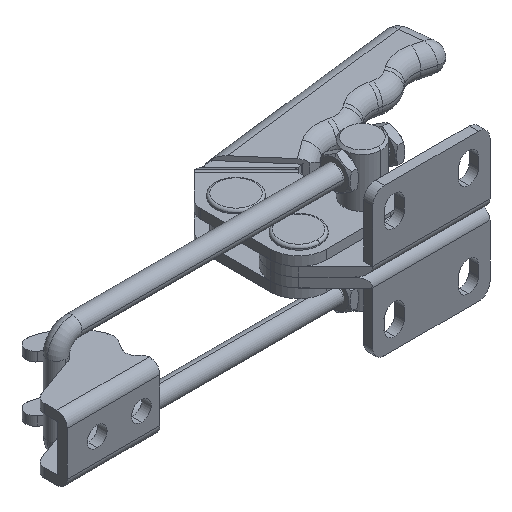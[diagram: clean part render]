
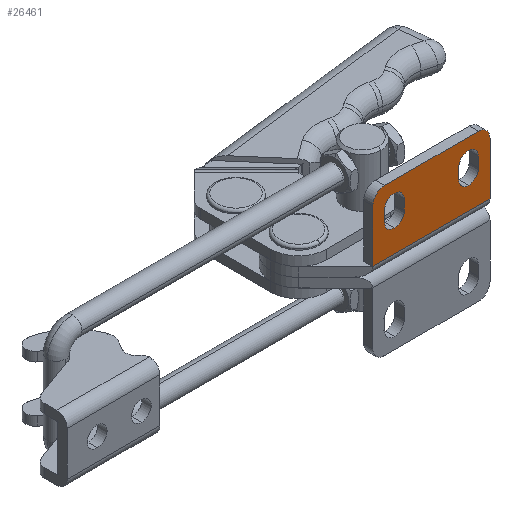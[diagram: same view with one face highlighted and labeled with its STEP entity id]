
A CAD part, isometric view. The second image highlights one B-rep face of the part: STEP entity #26461.
In plain terms, the highlighted planar face has unit normal (0, -1, 0).
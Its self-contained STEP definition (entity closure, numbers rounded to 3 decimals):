
#2313 = ORIENTED_EDGE ( 'NONE', *, *, #4506, .T. ) ;
#2314 = ORIENTED_EDGE ( 'NONE', *, *, #4507, .T. ) ;
#2315 = ORIENTED_EDGE ( 'NONE', *, *, #4508, .F. ) ;
#2316 = ORIENTED_EDGE ( 'NONE', *, *, #6107, .T. ) ;
#2317 = ORIENTED_EDGE ( 'NONE', *, *, #6108, .T. ) ;
#2318 = ORIENTED_EDGE ( 'NONE', *, *, #6109, .T. ) ;
#2319 = ORIENTED_EDGE ( 'NONE', *, *, #6110, .F. ) ;
#2320 = ORIENTED_EDGE ( 'NONE', *, *, #6111, .F. ) ;
#2321 = ORIENTED_EDGE ( 'NONE', *, *, #4340, .F. ) ;
#2322 = ORIENTED_EDGE ( 'NONE', *, *, #6112, .F. ) ;
#2323 = ORIENTED_EDGE ( 'NONE', *, *, #6113, .F. ) ;
#2324 = ORIENTED_EDGE ( 'NONE', *, *, #6114, .F. ) ;
#2325 = ORIENTED_EDGE ( 'NONE', *, *, #6115, .F. ) ;
#2326 = ORIENTED_EDGE ( 'NONE', *, *, #4344, .F. ) ;
#2327 = ORIENTED_EDGE ( 'NONE', *, *, #6116, .F. ) ;
#2328 = ORIENTED_EDGE ( 'NONE', *, *, #6117, .F. ) ;
#3296 = EDGE_LOOP ( 'NONE', ( #2319, #2320, #2321, #2322, #2323 ) ) ;
#3297 = EDGE_LOOP ( 'NONE', ( #2324, #2325, #2326, #2327, #2328 ) ) ;
#3304 = EDGE_LOOP ( 'NONE', ( #2313, #2314, #2315, #2316, #2317, #2318 ) ) ;
#4340 = EDGE_CURVE ( 'NONE', #5076, #5077, #7551, .T. ) ;
#4344 = EDGE_CURVE ( 'NONE', #5080, #5081, #7557, .T. ) ;
#4506 = EDGE_CURVE ( 'NONE', #5218, #5158, #12806, .T. ) ;
#4507 = EDGE_CURVE ( 'NONE', #5158, #5229, #12839, .T. ) ;
#4508 = EDGE_CURVE ( 'NONE', #5213, #5229, #12841, .T. ) ;
#5076 = VERTEX_POINT ( 'NONE', #14790 ) ;
#5077 = VERTEX_POINT ( 'NONE', #14791 ) ;
#5080 = VERTEX_POINT ( 'NONE', #14794 ) ;
#5081 = VERTEX_POINT ( 'NONE', #14795 ) ;
#5158 = VERTEX_POINT ( 'NONE', #14872 ) ;
#5213 = VERTEX_POINT ( 'NONE', #14927 ) ;
#5218 = VERTEX_POINT ( 'NONE', #14932 ) ;
#5221 = VERTEX_POINT ( 'NONE', #14935 ) ;
#5229 = VERTEX_POINT ( 'NONE', #14943 ) ;
#5230 = VERTEX_POINT ( 'NONE', #14944 ) ;
#5231 = VERTEX_POINT ( 'NONE', #14945 ) ;
#5232 = VERTEX_POINT ( 'NONE', #14946 ) ;
#5233 = VERTEX_POINT ( 'NONE', #14947 ) ;
#5234 = VERTEX_POINT ( 'NONE', #14948 ) ;
#5235 = VERTEX_POINT ( 'NONE', #14949 ) ;
#5236 = VERTEX_POINT ( 'NONE', #14950 ) ;
#6107 = EDGE_CURVE ( 'NONE', #5213, #5231, #13461, .T. ) ;
#6108 = EDGE_CURVE ( 'NONE', #5231, #5232, #13463, .T. ) ;
#6109 = EDGE_CURVE ( 'NONE', #5232, #5218, #13464, .T. ) ;
#6110 = EDGE_CURVE ( 'NONE', #5221, #5233, #13466, .T. ) ;
#6111 = EDGE_CURVE ( 'NONE', #5077, #5221, #13452, .T. ) ;
#6112 = EDGE_CURVE ( 'NONE', #5230, #5076, #13468, .T. ) ;
#6113 = EDGE_CURVE ( 'NONE', #5233, #5230, #13467, .T. ) ;
#6114 = EDGE_CURVE ( 'NONE', #5235, #5236, #13470, .T. ) ;
#6115 = EDGE_CURVE ( 'NONE', #5081, #5235, #13471, .T. ) ;
#6116 = EDGE_CURVE ( 'NONE', #5234, #5080, #13474, .T. ) ;
#6117 = EDGE_CURVE ( 'NONE', #5236, #5234, #13473, .T. ) ;
#7551 = CIRCLE ( 'NONE', #7665, 4.25 ) ;
#7557 = CIRCLE ( 'NONE', #7667, 4.25 ) ;
#7665 = AXIS2_PLACEMENT_3D ( 'NONE', #11770, #11771, #11772 ) ;
#7667 = AXIS2_PLACEMENT_3D ( 'NONE', #11780, #11781, #11782 ) ;
#7810 = AXIS2_PLACEMENT_3D ( 'NONE', #16145, #16146, #16147 ) ;
#7811 = AXIS2_PLACEMENT_3D ( 'NONE', #16149, #16150, #16151 ) ;
#7812 = AXIS2_PLACEMENT_3D ( 'NONE', #16153, #16154, #16155 ) ;
#7813 = AXIS2_PLACEMENT_3D ( 'NONE', #16157, #16158, #16159 ) ;
#7814 = AXIS2_PLACEMENT_3D ( 'NONE', #16163, #16164, #16165 ) ;
#7815 = AXIS2_PLACEMENT_3D ( 'NONE', #16168, #16169, #16170 ) ;
#7899 = AXIS2_PLACEMENT_3D ( 'NONE', #19301, #19298, #19305 ) ;
#11770 = CARTESIAN_POINT ( 'NONE',  ( 41.25, 0., 18. ) ) ;
#11771 = DIRECTION ( 'NONE',  ( 0., -1., 0. ) ) ;
#11772 = DIRECTION ( 'NONE',  ( 0., 0., -1. ) ) ;
#11780 = CARTESIAN_POINT ( 'NONE',  ( 9.25, 0., 18. ) ) ;
#11781 = DIRECTION ( 'NONE',  ( 0., -1., 0. ) ) ;
#11782 = DIRECTION ( 'NONE',  ( 0., 0., -1. ) ) ;
#12806 = LINE ( 'NONE', #14015, #12837 ) ;
#12837 = VECTOR ( 'NONE', #14016, 1000. ) ;
#12839 = LINE ( 'NONE', #14013, #12842 ) ;
#12841 = LINE ( 'NONE', #14018, #12844 ) ;
#12842 = VECTOR ( 'NONE', #14017, 1000. ) ;
#12844 = VECTOR ( 'NONE', #14019, 1000. ) ;
#13452 = LINE ( 'NONE', #16152, #13469 ) ;
#13461 = CIRCLE ( 'NONE', #7810, 5. ) ;
#13463 = LINE ( 'NONE', #16139, #13465 ) ;
#13464 = CIRCLE ( 'NONE', #7811, 5. ) ;
#13465 = VECTOR ( 'NONE', #16140, 1000. ) ;
#13466 = CIRCLE ( 'NONE', #7812, 4.25 ) ;
#13467 = LINE ( 'NONE', #16156, #13472 ) ;
#13468 = CIRCLE ( 'NONE', #7813, 4.25 ) ;
#13469 = VECTOR ( 'NONE', #16148, 1000. ) ;
#13470 = CIRCLE ( 'NONE', #7814, 4.25 ) ;
#13471 = LINE ( 'NONE', #16162, #13475 ) ;
#13472 = VECTOR ( 'NONE', #16144, 1000. ) ;
#13473 = LINE ( 'NONE', #16167, #13478 ) ;
#13474 = CIRCLE ( 'NONE', #7815, 4.25 ) ;
#13475 = VECTOR ( 'NONE', #16160, 1000. ) ;
#13478 = VECTOR ( 'NONE', #16161, 1000. ) ;
#14013 = CARTESIAN_POINT ( 'NONE',  ( 0., 0., 4. ) ) ;
#14015 = CARTESIAN_POINT ( 'NONE',  ( 0., 0., 26.75 ) ) ;
#14016 = DIRECTION ( 'NONE',  ( 0., 0., -1. ) ) ;
#14017 = DIRECTION ( 'NONE',  ( 1., 0., 0. ) ) ;
#14018 = CARTESIAN_POINT ( 'NONE',  ( 50.5, 0., 4. ) ) ;
#14019 = DIRECTION ( 'NONE',  ( 0., 0., -1. ) ) ;
#14790 = CARTESIAN_POINT ( 'NONE',  ( 41.25, 0., 13.75 ) ) ;
#14791 = CARTESIAN_POINT ( 'NONE',  ( 45.5, 0., 18. ) ) ;
#14794 = CARTESIAN_POINT ( 'NONE',  ( 9.25, 0., 13.75 ) ) ;
#14795 = CARTESIAN_POINT ( 'NONE',  ( 13.5, 0., 18. ) ) ;
#14872 = CARTESIAN_POINT ( 'NONE',  ( 0., 0., 4. ) ) ;
#14927 = CARTESIAN_POINT ( 'NONE',  ( 50.5, 0., 26.75 ) ) ;
#14932 = CARTESIAN_POINT ( 'NONE',  ( 0., 0., 26.75 ) ) ;
#14935 = CARTESIAN_POINT ( 'NONE',  ( 45.5, 0., 22.5 ) ) ;
#14943 = CARTESIAN_POINT ( 'NONE',  ( 50.5, 0., 4. ) ) ;
#14944 = CARTESIAN_POINT ( 'NONE',  ( 37., 0., 18. ) ) ;
#14945 = CARTESIAN_POINT ( 'NONE',  ( 45.5, 0., 31.75 ) ) ;
#14946 = CARTESIAN_POINT ( 'NONE',  ( 5., 0., 31.75 ) ) ;
#14947 = CARTESIAN_POINT ( 'NONE',  ( 37., 0., 22.5 ) ) ;
#14948 = CARTESIAN_POINT ( 'NONE',  ( 5., 0., 18. ) ) ;
#14949 = CARTESIAN_POINT ( 'NONE',  ( 13.5, 0., 22.5 ) ) ;
#14950 = CARTESIAN_POINT ( 'NONE',  ( 5., 0., 22.5 ) ) ;
#16139 = CARTESIAN_POINT ( 'NONE',  ( 5., 0., 31.75 ) ) ;
#16140 = DIRECTION ( 'NONE',  ( -1., 0., 0. ) ) ;
#16144 = DIRECTION ( 'NONE',  ( 0., 0., -1. ) ) ;
#16145 = CARTESIAN_POINT ( 'NONE',  ( 45.5, 0., 26.75 ) ) ;
#16146 = DIRECTION ( 'NONE',  ( 0., -1., 0. ) ) ;
#16147 = DIRECTION ( 'NONE',  ( 0., 0., 1. ) ) ;
#16148 = DIRECTION ( 'NONE',  ( 0., 0., 1. ) ) ;
#16149 = CARTESIAN_POINT ( 'NONE',  ( 5., 0., 26.75 ) ) ;
#16150 = DIRECTION ( 'NONE',  ( 0., -1., 0. ) ) ;
#16151 = DIRECTION ( 'NONE',  ( 0., 0., -1. ) ) ;
#16152 = CARTESIAN_POINT ( 'NONE',  ( 45.5, 0., 22.5 ) ) ;
#16153 = CARTESIAN_POINT ( 'NONE',  ( 41.25, 0., 22.5 ) ) ;
#16154 = DIRECTION ( 'NONE',  ( 0., -1., 0. ) ) ;
#16155 = DIRECTION ( 'NONE',  ( 0., 0., -1. ) ) ;
#16156 = CARTESIAN_POINT ( 'NONE',  ( 37., 0., 22.5 ) ) ;
#16157 = CARTESIAN_POINT ( 'NONE',  ( 41.25, 0., 18. ) ) ;
#16158 = DIRECTION ( 'NONE',  ( 0., -1., 0. ) ) ;
#16159 = DIRECTION ( 'NONE',  ( 0., 0., -1. ) ) ;
#16160 = DIRECTION ( 'NONE',  ( 0., 0., 1. ) ) ;
#16161 = DIRECTION ( 'NONE',  ( 0., 0., -1. ) ) ;
#16162 = CARTESIAN_POINT ( 'NONE',  ( 13.5, 0., 22.5 ) ) ;
#16163 = CARTESIAN_POINT ( 'NONE',  ( 9.25, 0., 22.5 ) ) ;
#16164 = DIRECTION ( 'NONE',  ( 0., -1., 0. ) ) ;
#16165 = DIRECTION ( 'NONE',  ( 0., 0., -1. ) ) ;
#16167 = CARTESIAN_POINT ( 'NONE',  ( 5., 0., 22.5 ) ) ;
#16168 = CARTESIAN_POINT ( 'NONE',  ( 9.25, 0., 18. ) ) ;
#16169 = DIRECTION ( 'NONE',  ( 0., -1., 0. ) ) ;
#16170 = DIRECTION ( 'NONE',  ( 0., 0., -1. ) ) ;
#17434 = FACE_BOUND ( 'NONE', #3297, .T. ) ;
#17436 = FACE_OUTER_BOUND ( 'NONE', #3304, .T. ) ;
#17442 = FACE_BOUND ( 'NONE', #3296, .T. ) ;
#19298 = DIRECTION ( 'NONE',  ( 0., 1., 0. ) ) ;
#19301 = CARTESIAN_POINT ( 'NONE',  ( 0., 0., 4. ) ) ;
#19303 = PLANE ( 'NONE',  #7899 ) ;
#19305 = DIRECTION ( 'NONE',  ( 0., 0., 1. ) ) ;
#26461 = ADVANCED_FACE ( 'NONE', ( #17436, #17442, #17434 ), #19303, .F. ) ;
